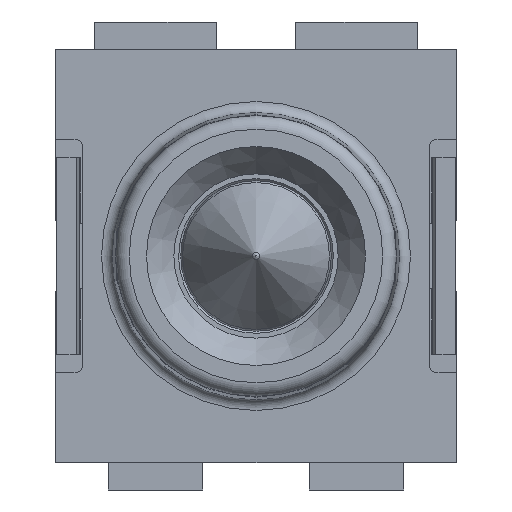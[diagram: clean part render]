
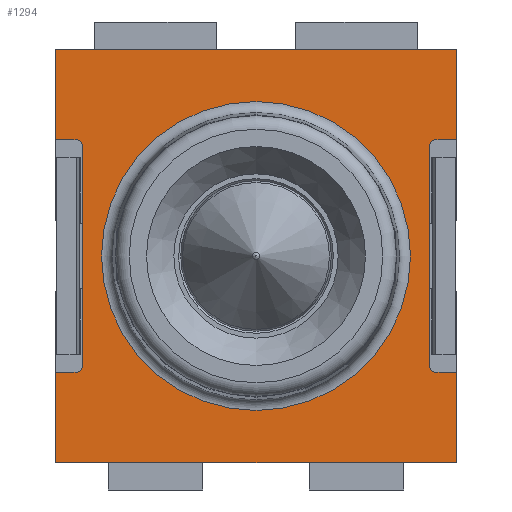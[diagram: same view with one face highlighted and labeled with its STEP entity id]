
A CAD part, front view. The second image highlights one B-rep face of the part: STEP entity #1294.
In plain terms, the highlighted planar face has unit normal (0, -1, 0).
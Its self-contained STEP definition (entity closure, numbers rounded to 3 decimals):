
#948=FACE_BOUND('',#2499,.T.);
#949=FACE_BOUND('',#2500,.T.);
#1294=ADVANCED_FACE('',(#948,#949),#1705,.T.);
#1705=PLANE('',#9458);
#2499=EDGE_LOOP('',(#4623));
#2500=EDGE_LOOP('',(#4624,#4625,#4626,#4627,#4628,#4629,#4630,#4631,#4632,
#4633,#4634,#4635,#4636,#4637,#4638,#4639));
#3059=CIRCLE('',#9453,11.29);
#3060=CIRCLE('',#9454,0.5);
#3061=CIRCLE('',#9455,0.5);
#3062=CIRCLE('',#9456,0.5);
#3063=CIRCLE('',#9457,0.5);
#4623=ORIENTED_EDGE('',*,*,#7327,.T.);
#4624=ORIENTED_EDGE('',*,*,#7328,.T.);
#4625=ORIENTED_EDGE('',*,*,#7046,.T.);
#4626=ORIENTED_EDGE('',*,*,#6749,.F.);
#4627=ORIENTED_EDGE('',*,*,#7019,.F.);
#4628=ORIENTED_EDGE('',*,*,#6801,.F.);
#4629=ORIENTED_EDGE('',*,*,#7058,.T.);
#4630=ORIENTED_EDGE('',*,*,#7329,.T.);
#4631=ORIENTED_EDGE('',*,*,#7330,.T.);
#4632=ORIENTED_EDGE('',*,*,#7331,.T.);
#4633=ORIENTED_EDGE('',*,*,#7061,.T.);
#4634=ORIENTED_EDGE('',*,*,#6742,.F.);
#4635=ORIENTED_EDGE('',*,*,#7006,.F.);
#4636=ORIENTED_EDGE('',*,*,#6849,.F.);
#4637=ORIENTED_EDGE('',*,*,#7052,.T.);
#4638=ORIENTED_EDGE('',*,*,#7332,.T.);
#4639=ORIENTED_EDGE('',*,*,#7333,.T.);
#5847=VERTEX_POINT('',#12362);
#5848=VERTEX_POINT('',#12364);
#5854=VERTEX_POINT('',#12377);
#5855=VERTEX_POINT('',#12379);
#5904=VERTEX_POINT('',#12486);
#5905=VERTEX_POINT('',#12488);
#5948=VERTEX_POINT('',#12580);
#5949=VERTEX_POINT('',#12582);
#6103=VERTEX_POINT('',#13007);
#6106=VERTEX_POINT('',#13016);
#6108=VERTEX_POINT('',#13026);
#6109=VERTEX_POINT('',#13032);
#6206=VERTEX_POINT('',#13844);
#6207=VERTEX_POINT('',#13846);
#6208=VERTEX_POINT('',#13848);
#6209=VERTEX_POINT('',#13850);
#6210=VERTEX_POINT('',#13853);
#6742=EDGE_CURVE('',#5847,#5848,#7897,.T.);
#6749=EDGE_CURVE('',#5854,#5855,#7904,.T.);
#6801=EDGE_CURVE('',#5904,#5905,#7942,.T.);
#6849=EDGE_CURVE('',#5948,#5949,#7978,.T.);
#7006=EDGE_CURVE('',#5949,#5847,#8114,.T.);
#7019=EDGE_CURVE('',#5905,#5854,#8127,.T.);
#7046=EDGE_CURVE('',#6103,#5855,#8154,.T.);
#7052=EDGE_CURVE('',#5948,#6106,#8160,.T.);
#7058=EDGE_CURVE('',#5904,#6108,#8166,.T.);
#7061=EDGE_CURVE('',#6109,#5848,#8169,.T.);
#7327=EDGE_CURVE('',#6206,#6206,#3059,.T.);
#7328=EDGE_CURVE('',#6207,#6103,#3060,.T.);
#7329=EDGE_CURVE('',#6108,#6208,#3061,.T.);
#7330=EDGE_CURVE('',#6208,#6209,#8298,.T.);
#7331=EDGE_CURVE('',#6209,#6109,#3062,.T.);
#7332=EDGE_CURVE('',#6106,#6210,#3063,.T.);
#7333=EDGE_CURVE('',#6210,#6207,#8299,.T.);
#7897=LINE('',#12363,#8455);
#7904=LINE('',#12378,#8462);
#7942=LINE('',#12487,#8500);
#7978=LINE('',#12581,#8536);
#8114=LINE('',#12934,#8672);
#8127=LINE('',#12960,#8685);
#8154=LINE('',#13006,#8712);
#8160=LINE('',#13017,#8718);
#8166=LINE('',#13027,#8724);
#8169=LINE('',#13031,#8727);
#8298=LINE('',#13849,#8856);
#8299=LINE('',#13854,#8857);
#8455=VECTOR('',#10057,1.);
#8462=VECTOR('',#10066,1.);
#8500=VECTOR('',#10146,1.);
#8536=VECTOR('',#10210,1.);
#8672=VECTOR('',#10444,1.);
#8685=VECTOR('',#10459,1.);
#8712=VECTOR('',#10496,1.);
#8718=VECTOR('',#10504,1.);
#8724=VECTOR('',#10514,1.);
#8727=VECTOR('',#10519,1.);
#8856=VECTOR('',#11210,1.);
#8857=VECTOR('',#11215,1.);
#9453=AXIS2_PLACEMENT_3D('',#13843,#11204,#11205);
#9454=AXIS2_PLACEMENT_3D('',#13845,#11206,#11207);
#9455=AXIS2_PLACEMENT_3D('',#13847,#11208,#11209);
#9456=AXIS2_PLACEMENT_3D('',#13851,#11211,#11212);
#9457=AXIS2_PLACEMENT_3D('',#13852,#11213,#11214);
#9458=AXIS2_PLACEMENT_3D('',#13855,#11216,#11217);
#10057=DIRECTION('',(0.,0.,-1.));
#10066=DIRECTION('',(0.,0.,1.));
#10146=DIRECTION('',(0.,0.,-1.));
#10210=DIRECTION('',(0.,0.,1.));
#10444=DIRECTION('',(1.,0.,0.));
#10459=DIRECTION('',(-1.,0.,0.));
#10496=DIRECTION('',(-1.,0.,0.));
#10504=DIRECTION('',(1.,0.,0.));
#10514=DIRECTION('',(-1.,0.,0.));
#10519=DIRECTION('',(1.,0.,0.));
#11204=DIRECTION('',(0.,1.,0.));
#11205=DIRECTION('',(1.,0.,0.));
#11206=DIRECTION('',(0.,1.,0.));
#11207=DIRECTION('',(1.,0.,0.));
#11208=DIRECTION('',(0.,1.,0.));
#11209=DIRECTION('',(1.,0.,0.));
#11210=DIRECTION('',(0.,0.,1.));
#11211=DIRECTION('',(0.,1.,0.));
#11212=DIRECTION('',(1.,0.,0.));
#11213=DIRECTION('',(0.,1.,0.));
#11214=DIRECTION('',(1.,0.,0.));
#11215=DIRECTION('',(0.,0.,-1.));
#11216=DIRECTION('',(0.,-1.,0.));
#11217=DIRECTION('',(0.,0.,1.));
#12362=CARTESIAN_POINT('',(14.65,-85.4,15.1));
#12363=CARTESIAN_POINT('',(14.65,-85.4,-15.15));
#12364=CARTESIAN_POINT('',(14.65,-85.4,8.5));
#12377=CARTESIAN_POINT('',(-14.65,-85.4,-15.1));
#12378=CARTESIAN_POINT('',(-14.65,-85.4,15.15));
#12379=CARTESIAN_POINT('',(-14.65,-85.4,-8.5));
#12486=CARTESIAN_POINT('',(14.65,-85.4,-8.5));
#12487=CARTESIAN_POINT('',(14.65,-85.4,-15.15));
#12488=CARTESIAN_POINT('',(14.65,-85.4,-15.1));
#12580=CARTESIAN_POINT('',(-14.65,-85.4,8.5));
#12581=CARTESIAN_POINT('',(-14.65,-85.4,15.15));
#12582=CARTESIAN_POINT('',(-14.65,-85.4,15.1));
#12934=CARTESIAN_POINT('',(14.675,-85.4,15.1));
#12960=CARTESIAN_POINT('',(-14.675,-85.4,-15.1));
#13006=CARTESIAN_POINT('',(-16.142,-85.4,-8.5));
#13007=CARTESIAN_POINT('',(-13.15,-85.4,-8.5));
#13016=CARTESIAN_POINT('',(-13.15,-85.4,8.5));
#13017=CARTESIAN_POINT('',(-16.143,-85.4,8.5));
#13026=CARTESIAN_POINT('',(13.15,-85.4,-8.5));
#13027=CARTESIAN_POINT('',(-16.143,-85.4,-8.5));
#13031=CARTESIAN_POINT('',(-16.143,-85.4,8.5));
#13032=CARTESIAN_POINT('',(13.15,-85.4,8.5));
#13843=CARTESIAN_POINT('',(0.,-85.4,0.));
#13844=CARTESIAN_POINT('',(11.29,-85.4,0.));
#13845=CARTESIAN_POINT('',(-13.15,-85.4,-8.));
#13846=CARTESIAN_POINT('',(-12.65,-85.4,-8.));
#13847=CARTESIAN_POINT('',(13.15,-85.4,-8.));
#13848=CARTESIAN_POINT('',(12.65,-85.4,-8.));
#13849=CARTESIAN_POINT('',(12.65,-85.4,16.665));
#13850=CARTESIAN_POINT('',(12.65,-85.4,8.));
#13851=CARTESIAN_POINT('',(13.15,-85.4,8.));
#13852=CARTESIAN_POINT('',(-13.15,-85.4,8.));
#13853=CARTESIAN_POINT('',(-12.65,-85.4,8.));
#13854=CARTESIAN_POINT('',(-12.65,-85.4,16.665));
#13855=CARTESIAN_POINT('',(-16.143,-85.4,16.665));
